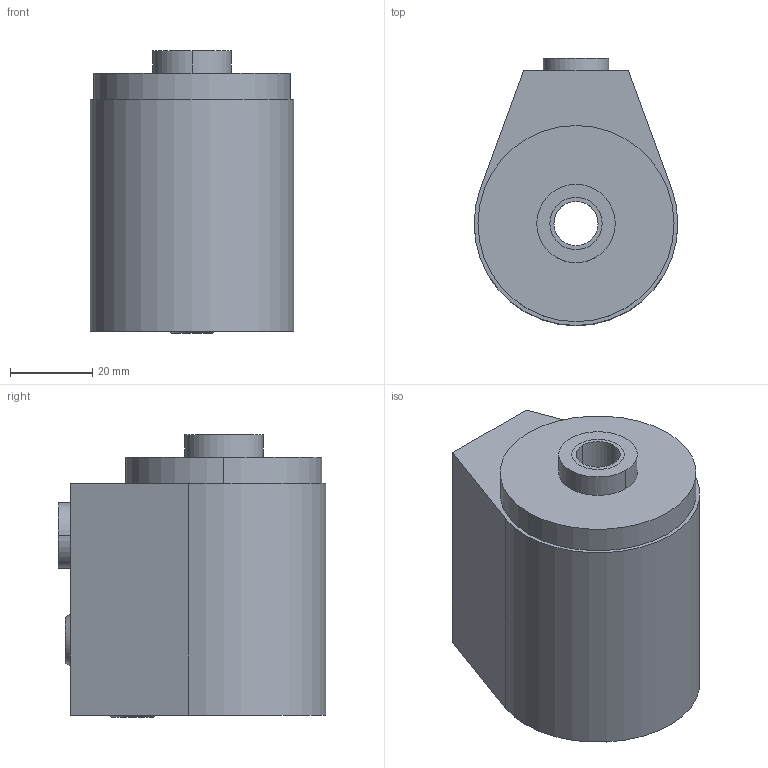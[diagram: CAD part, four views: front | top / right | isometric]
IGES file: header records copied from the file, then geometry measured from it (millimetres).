
Start section:  PTC IGES file: ilc21211504.igs
Global section: file name: ilc21211504.igs; native system: Creo Parametric by Parametric Technology Corporation; preprocessor: 2013320; author: gar; organization: Unknown; date: 20170228.141022; units: inch
Bounding box: 49.48 x 64.95 x 68.61 mm (x, y, z)
Surface area: 22818.3 mm2 (no closed solid volume)
Topology: 0 solids, 0 shells, 75 faces, 427 edges, 499 vertices
Faces by surface type: revolution 53, bspline 22
